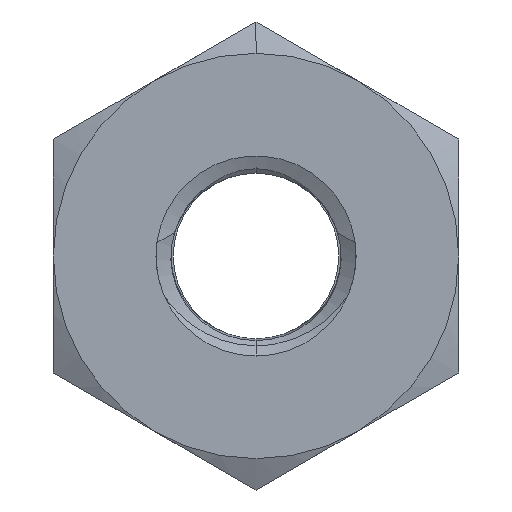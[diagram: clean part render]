
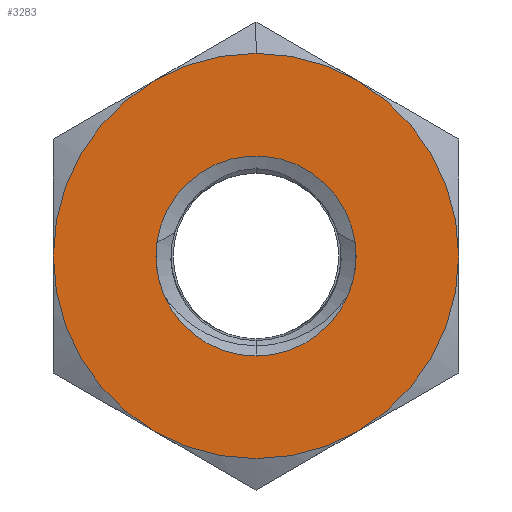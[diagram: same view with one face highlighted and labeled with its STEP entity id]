
A CAD part, front view. The second image highlights one B-rep face of the part: STEP entity #3283.
In plain terms, the highlighted planar face has unit normal (0, -1, 0).
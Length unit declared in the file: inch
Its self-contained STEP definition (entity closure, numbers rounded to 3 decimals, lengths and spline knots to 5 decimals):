
#8 = ORIENTED_EDGE ( 'NONE', *, *, #2944, .T. ) ;
#12 = ORIENTED_EDGE ( 'NONE', *, *, #3107, .T. ) ;
#29 = CARTESIAN_POINT ( 'NONE',  ( -0.10938, 0., -0.18944 ) ) ;
#42 = CARTESIAN_POINT ( 'NONE',  ( -0.21875, 0., -0.37889 ) ) ;
#43 = DIRECTION ( 'NONE',  ( 0., 0., -1. ) ) ;
#54 = DIRECTION ( 'NONE',  ( 0., 0., -1. ) ) ;
#156 = CIRCLE ( 'NONE', #467, 0.21875 ) ;
#174 = DIRECTION ( 'NONE',  ( 0., 0., -1. ) ) ;
#193 = CARTESIAN_POINT ( 'NONE',  ( 0., 0., 0. ) ) ;
#226 = AXIS2_PLACEMENT_3D ( 'NONE', #820, #2566, #1085 ) ;
#234 = DIRECTION ( 'NONE',  ( 0., -1., 0. ) ) ;
#301 = DIRECTION ( 'NONE',  ( 0., 0., -1. ) ) ;
#386 = EDGE_CURVE ( 'NONE', #1494, #2310, #3166, .T. ) ;
#396 = CIRCLE ( 'NONE', #3322, 0.21875 ) ;
#424 = AXIS2_PLACEMENT_3D ( 'NONE', #193, #3301, #2764 ) ;
#434 = CARTESIAN_POINT ( 'NONE',  ( 0., 0., 0.21875 ) ) ;
#447 = EDGE_CURVE ( 'NONE', #2264, #1511, #596, .T. ) ;
#452 = EDGE_CURVE ( 'NONE', #1271, #2107, #1053, .T. ) ;
#455 = DIRECTION ( 'NONE',  ( 0., 0., -1. ) ) ;
#467 = AXIS2_PLACEMENT_3D ( 'NONE', #1065, #1314, #2583 ) ;
#476 = CARTESIAN_POINT ( 'NONE',  ( 0., 0., 0. ) ) ;
#499 = CARTESIAN_POINT ( 'NONE',  ( -0.10703, 0., 0.01447 ) ) ;
#549 = CARTESIAN_POINT ( 'NONE',  ( 0., 0., 0. ) ) ;
#568 = AXIS2_PLACEMENT_3D ( 'NONE', #42, #1630, #2871 ) ;
#583 = VERTEX_POINT ( 'NONE', #1103 ) ;
#596 = CIRCLE ( 'NONE', #2926, 0.108 ) ;
#777 = CIRCLE ( 'NONE', #3292, 0.108 ) ;
#791 = DIRECTION ( 'NONE',  ( 0., 0., -1. ) ) ;
#811 = DIRECTION ( 'NONE',  ( 0., -1., 0. ) ) ;
#820 = CARTESIAN_POINT ( 'NONE',  ( 0., 0., 0. ) ) ;
#843 = ORIENTED_EDGE ( 'NONE', *, *, #1230, .F. ) ;
#847 = CIRCLE ( 'NONE', #3187, 0.108 ) ;
#852 = AXIS2_PLACEMENT_3D ( 'NONE', #1904, #1400, #1158 ) ;
#938 = EDGE_CURVE ( 'NONE', #1511, #2983, #2639, .T. ) ;
#980 = DIRECTION ( 'NONE',  ( 0., -1., 0. ) ) ;
#1046 = CARTESIAN_POINT ( 'NONE',  ( 0., 0., 0. ) ) ;
#1053 = CIRCLE ( 'NONE', #1627, 0.21875 ) ;
#1065 = CARTESIAN_POINT ( 'NONE',  ( 0., 0., 0. ) ) ;
#1085 = DIRECTION ( 'NONE',  ( 0., 0., -1. ) ) ;
#1103 = CARTESIAN_POINT ( 'NONE',  ( -0.09921, 0., -0.04267 ) ) ;
#1158 = DIRECTION ( 'NONE',  ( 0., 0., -1. ) ) ;
#1173 = EDGE_CURVE ( 'NONE', #583, #2264, #1688, .T. ) ;
#1230 = EDGE_CURVE ( 'NONE', #2983, #2531, #847, .T. ) ;
#1248 = ORIENTED_EDGE ( 'NONE', *, *, #1296, .T. ) ;
#1260 = FACE_OUTER_BOUND ( 'NONE', #1361, .T. ) ;
#1271 = VERTEX_POINT ( 'NONE', #2090 ) ;
#1273 = EDGE_LOOP ( 'NONE', ( #2227, #3225, #2838, #1762, #843 ) ) ;
#1296 = EDGE_CURVE ( 'NONE', #2209, #2946, #2793, .T. ) ;
#1314 = DIRECTION ( 'NONE',  ( 0., -1., 0. ) ) ;
#1361 = EDGE_LOOP ( 'NONE', ( #2977, #12, #1248, #8, #2634, #2475, #2154 ) ) ;
#1400 = DIRECTION ( 'NONE',  ( 0., -1., 0. ) ) ;
#1438 = AXIS2_PLACEMENT_3D ( 'NONE', #3130, #1612, #54 ) ;
#1483 = AXIS2_PLACEMENT_3D ( 'NONE', #549, #1815, #2338 ) ;
#1494 = VERTEX_POINT ( 'NONE', #2451 ) ;
#1511 = VERTEX_POINT ( 'NONE', #2463 ) ;
#1517 = CARTESIAN_POINT ( 'NONE',  ( -0.10938, 0., 0.18944 ) ) ;
#1582 = CARTESIAN_POINT ( 'NONE',  ( 0.10703, 0., 0.01447 ) ) ;
#1588 = CARTESIAN_POINT ( 'NONE',  ( 0., 0., 0. ) ) ;
#1594 = CARTESIAN_POINT ( 'NONE',  ( -0.21875, 0., 0. ) ) ;
#1601 = DIRECTION ( 'NONE',  ( 0., -1., 0. ) ) ;
#1612 = DIRECTION ( 'NONE',  ( 0., -1., 0. ) ) ;
#1627 = AXIS2_PLACEMENT_3D ( 'NONE', #2826, #3131, #43 ) ;
#1630 = DIRECTION ( 'NONE',  ( 0., 1., 0. ) ) ;
#1688 = CIRCLE ( 'NONE', #424, 0.108 ) ;
#1762 = ORIENTED_EDGE ( 'NONE', *, *, #2801, .F. ) ;
#1815 = DIRECTION ( 'NONE',  ( 0., -1., 0. ) ) ;
#1904 = CARTESIAN_POINT ( 'NONE',  ( 0., 0., 0. ) ) ;
#1910 = CIRCLE ( 'NONE', #2605, 0.21875 ) ;
#2090 = CARTESIAN_POINT ( 'NONE',  ( 0.10937, 0., 0.18944 ) ) ;
#2107 = VERTEX_POINT ( 'NONE', #434 ) ;
#2154 = ORIENTED_EDGE ( 'NONE', *, *, #3286, .T. ) ;
#2209 = VERTEX_POINT ( 'NONE', #1517 ) ;
#2227 = ORIENTED_EDGE ( 'NONE', *, *, #938, .F. ) ;
#2264 = VERTEX_POINT ( 'NONE', #3090 ) ;
#2288 = CARTESIAN_POINT ( 'NONE',  ( 0.21875, 0., 0. ) ) ;
#2294 = DIRECTION ( 'NONE',  ( 0., 0., -1. ) ) ;
#2310 = VERTEX_POINT ( 'NONE', #2288 ) ;
#2338 = DIRECTION ( 'NONE',  ( 0., 0., -1. ) ) ;
#2365 = PLANE ( 'NONE',  #568 ) ;
#2394 = EDGE_CURVE ( 'NONE', #2972, #1494, #1910, .T. ) ;
#2451 = CARTESIAN_POINT ( 'NONE',  ( 0.10938, 0., -0.18944 ) ) ;
#2463 = CARTESIAN_POINT ( 'NONE',  ( 0.09921, 0., -0.04267 ) ) ;
#2475 = ORIENTED_EDGE ( 'NONE', *, *, #386, .T. ) ;
#2478 = CARTESIAN_POINT ( 'NONE',  ( 0., 0., 0. ) ) ;
#2531 = VERTEX_POINT ( 'NONE', #499 ) ;
#2566 = DIRECTION ( 'NONE',  ( 0., -1., 0. ) ) ;
#2583 = DIRECTION ( 'NONE',  ( 0., 0., -1. ) ) ;
#2605 = AXIS2_PLACEMENT_3D ( 'NONE', #1046, #234, #791 ) ;
#2634 = ORIENTED_EDGE ( 'NONE', *, *, #2394, .T. ) ;
#2639 = CIRCLE ( 'NONE', #852, 0.108 ) ;
#2733 = FACE_BOUND ( 'NONE', #1273, .T. ) ;
#2746 = DIRECTION ( 'NONE',  ( 0., -1., 0. ) ) ;
#2764 = DIRECTION ( 'NONE',  ( 0., 0., -1. ) ) ;
#2793 = CIRCLE ( 'NONE', #1483, 0.21875 ) ;
#2801 = EDGE_CURVE ( 'NONE', #2531, #583, #777, .T. ) ;
#2826 = CARTESIAN_POINT ( 'NONE',  ( 0., 0., 0. ) ) ;
#2838 = ORIENTED_EDGE ( 'NONE', *, *, #1173, .F. ) ;
#2871 = DIRECTION ( 'NONE',  ( 0., 0., 1. ) ) ;
#2926 = AXIS2_PLACEMENT_3D ( 'NONE', #3121, #1601, #301 ) ;
#2944 = EDGE_CURVE ( 'NONE', #2946, #2972, #156, .T. ) ;
#2946 = VERTEX_POINT ( 'NONE', #1594 ) ;
#2972 = VERTEX_POINT ( 'NONE', #29 ) ;
#2977 = ORIENTED_EDGE ( 'NONE', *, *, #452, .T. ) ;
#2983 = VERTEX_POINT ( 'NONE', #1582 ) ;
#3090 = CARTESIAN_POINT ( 'NONE',  ( 0., 0., -0.108 ) ) ;
#3107 = EDGE_CURVE ( 'NONE', #2107, #2209, #396, .T. ) ;
#3121 = CARTESIAN_POINT ( 'NONE',  ( 0., 0., 0. ) ) ;
#3130 = CARTESIAN_POINT ( 'NONE',  ( 0., 0., 0. ) ) ;
#3131 = DIRECTION ( 'NONE',  ( 0., -1., 0. ) ) ;
#3138 = CIRCLE ( 'NONE', #1438, 0.21875 ) ;
#3166 = CIRCLE ( 'NONE', #226, 0.21875 ) ;
#3187 = AXIS2_PLACEMENT_3D ( 'NONE', #476, #980, #174 ) ;
#3225 = ORIENTED_EDGE ( 'NONE', *, *, #447, .F. ) ;
#3283 = ADVANCED_FACE ( 'NONE', ( #2733, #1260 ), #2365, .F. ) ;
#3286 = EDGE_CURVE ( 'NONE', #2310, #1271, #3138, .T. ) ;
#3292 = AXIS2_PLACEMENT_3D ( 'NONE', #2478, #2746, #455 ) ;
#3301 = DIRECTION ( 'NONE',  ( 0., -1., 0. ) ) ;
#3322 = AXIS2_PLACEMENT_3D ( 'NONE', #1588, #811, #2294 ) ;
